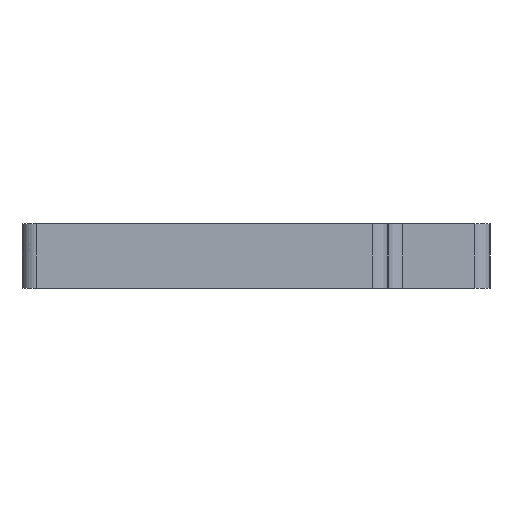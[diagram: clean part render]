
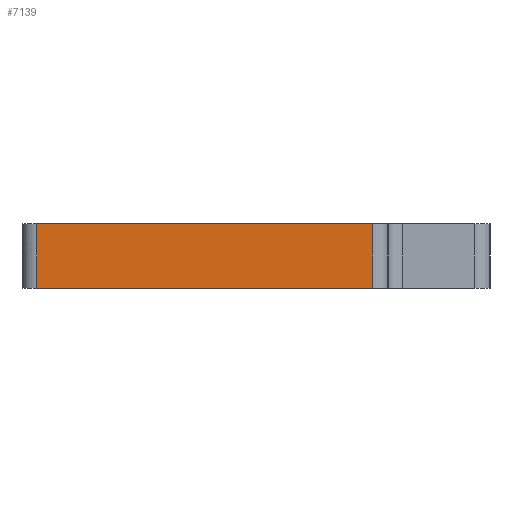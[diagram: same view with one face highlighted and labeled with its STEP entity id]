
A CAD part, left-side view. The second image highlights one B-rep face of the part: STEP entity #7139.
In plain terms, the highlighted planar face has unit normal (-1, 0, 0).
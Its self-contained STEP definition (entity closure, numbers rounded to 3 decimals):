
#3297=CARTESIAN_POINT('',(-5.,-53.5,-8.55));
#3298=VERTEX_POINT('',#3297);
#3306=CARTESIAN_POINT('',(-5.,2.5,-8.55));
#3307=VERTEX_POINT('',#3306);
#3308=CARTESIAN_POINT('',(-5.,2.5,-8.55));
#3309=DIRECTION('',(0.,-1.,0.));
#3310=VECTOR('',#3309,56.);
#3311=LINE('',#3308,#3310);
#3312=EDGE_CURVE('',#3307,#3298,#3311,.T.);
#7109=CARTESIAN_POINT('',(-5.,-25.5,2.2));
#7110=DIRECTION('',(1.,0.,0.));
#7111=DIRECTION('',(0.,0.,-1.));
#7112=AXIS2_PLACEMENT_3D('',#7109,#7110,#7111);
#7113=PLANE('',#7112);
#7114=CARTESIAN_POINT('',(-5.,2.5,2.2));
#7115=VERTEX_POINT('',#7114);
#7116=CARTESIAN_POINT('',(-5.,-53.5,2.2));
#7117=VERTEX_POINT('',#7116);
#7118=CARTESIAN_POINT('',(-5.,2.5,2.2));
#7119=DIRECTION('',(0.,-1.,0.));
#7120=VECTOR('',#7119,56.);
#7121=LINE('',#7118,#7120);
#7122=EDGE_CURVE('',#7115,#7117,#7121,.T.);
#7123=ORIENTED_EDGE('',*,*,#7122,.F.);
#7124=CARTESIAN_POINT('',(-5.,2.5,2.2));
#7125=DIRECTION('',(0.,0.,-1.));
#7126=VECTOR('',#7125,10.75);
#7127=LINE('',#7124,#7126);
#7128=EDGE_CURVE('',#7115,#3307,#7127,.T.);
#7129=ORIENTED_EDGE('',*,*,#7128,.T.);
#7130=ORIENTED_EDGE('',*,*,#3312,.T.);
#7131=CARTESIAN_POINT('',(-5.,-53.5,-8.55));
#7132=DIRECTION('',(-0.,-0.,1.));
#7133=VECTOR('',#7132,10.75);
#7134=LINE('',#7131,#7133);
#7135=EDGE_CURVE('',#3298,#7117,#7134,.T.);
#7136=ORIENTED_EDGE('',*,*,#7135,.T.);
#7137=EDGE_LOOP('',(#7123,#7129,#7130,#7136));
#7138=FACE_BOUND('',#7137,.T.);
#7139=ADVANCED_FACE('',(#7138),#7113,.F.);
